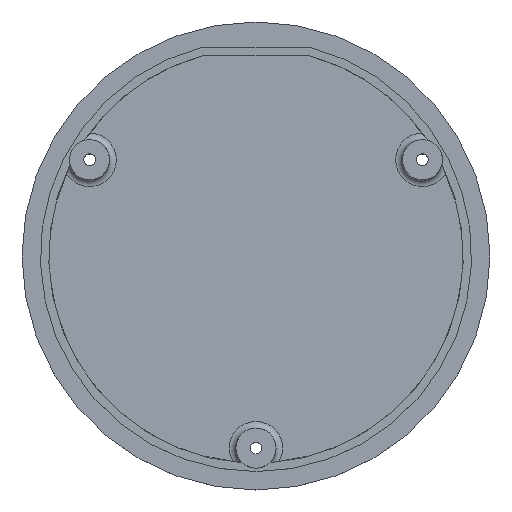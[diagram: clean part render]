
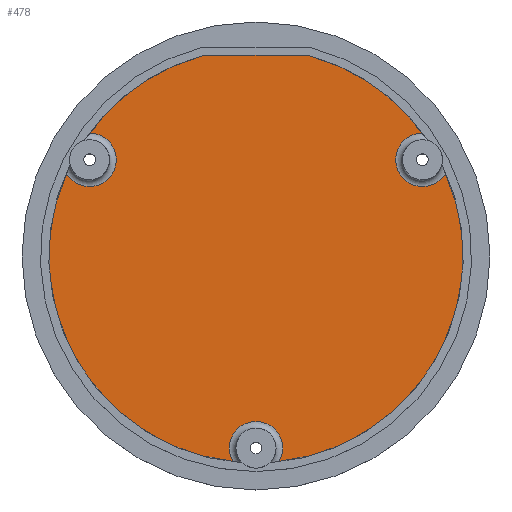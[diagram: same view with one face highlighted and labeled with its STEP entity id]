
A CAD part, top view. The second image highlights one B-rep face of the part: STEP entity #478.
In plain terms, the highlighted planar face has unit normal (0, 0, 1).
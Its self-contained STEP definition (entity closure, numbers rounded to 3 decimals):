
#29=PLANE('',#530);
#42=LINE('',#822,#63);
#63=VECTOR('',#627,10.);
#100=FACE_OUTER_BOUND('',#133,.T.);
#133=EDGE_LOOP('',(#344,#345,#346,#347,#348,#349,#350,#351));
#175=CIRCLE('',#524,8.);
#178=CIRCLE('',#528,62.);
#180=CIRCLE('',#531,62.);
#181=CIRCLE('',#532,8.);
#182=CIRCLE('',#533,62.);
#183=CIRCLE('',#534,8.);
#184=CIRCLE('',#535,62.);
#223=VERTEX_POINT('',#773);
#225=VERTEX_POINT('',#787);
#228=VERTEX_POINT('',#806);
#230=VERTEX_POINT('',#812);
#231=VERTEX_POINT('',#814);
#232=VERTEX_POINT('',#816);
#233=VERTEX_POINT('',#818);
#234=VERTEX_POINT('',#820);
#267=EDGE_CURVE('',#223,#225,#175,.T.);
#271=EDGE_CURVE('',#228,#225,#178,.T.);
#274=EDGE_CURVE('',#223,#230,#180,.T.);
#275=EDGE_CURVE('',#231,#230,#181,.T.);
#276=EDGE_CURVE('',#231,#232,#182,.T.);
#277=EDGE_CURVE('',#233,#232,#183,.T.);
#278=EDGE_CURVE('',#233,#234,#184,.T.);
#279=EDGE_CURVE('',#234,#228,#42,.T.);
#344=ORIENTED_EDGE('',*,*,#267,.F.);
#345=ORIENTED_EDGE('',*,*,#274,.T.);
#346=ORIENTED_EDGE('',*,*,#275,.F.);
#347=ORIENTED_EDGE('',*,*,#276,.T.);
#348=ORIENTED_EDGE('',*,*,#277,.F.);
#349=ORIENTED_EDGE('',*,*,#278,.T.);
#350=ORIENTED_EDGE('',*,*,#279,.T.);
#351=ORIENTED_EDGE('',*,*,#271,.T.);
#478=ADVANCED_FACE('',(#100),#29,.T.);
#524=AXIS2_PLACEMENT_3D('',#788,#602,#603);
#528=AXIS2_PLACEMENT_3D('',#807,#610,#611);
#530=AXIS2_PLACEMENT_3D('',#811,#615,#616);
#531=AXIS2_PLACEMENT_3D('',#813,#617,#618);
#532=AXIS2_PLACEMENT_3D('',#815,#619,#620);
#533=AXIS2_PLACEMENT_3D('',#817,#621,#622);
#534=AXIS2_PLACEMENT_3D('',#819,#623,#624);
#535=AXIS2_PLACEMENT_3D('',#821,#625,#626);
#602=DIRECTION('center_axis',(0.,0.,1.));
#603=DIRECTION('ref_axis',(0.866,-0.5,0.));
#610=DIRECTION('center_axis',(0.,0.,1.));
#611=DIRECTION('ref_axis',(-0.253,0.967,0.));
#615=DIRECTION('center_axis',(0.,0.,1.));
#616=DIRECTION('ref_axis',(1.,0.,0.));
#617=DIRECTION('center_axis',(0.,0.,1.));
#618=DIRECTION('ref_axis',(-0.253,0.967,0.));
#619=DIRECTION('center_axis',(0.,0.,1.));
#620=DIRECTION('ref_axis',(0.,1.,0.));
#621=DIRECTION('center_axis',(0.,0.,1.));
#622=DIRECTION('ref_axis',(-0.253,0.967,0.));
#623=DIRECTION('center_axis',(0.,0.,1.));
#624=DIRECTION('ref_axis',(-0.866,-0.5,0.));
#625=DIRECTION('center_axis',(0.,0.,1.));
#626=DIRECTION('ref_axis',(-0.253,0.967,0.));
#627=DIRECTION('',(-1.,0.,0.));
#773=CARTESIAN_POINT('',(-56.793,24.871,3.));
#787=CARTESIAN_POINT('',(-49.935,36.749,3.));
#788=CARTESIAN_POINT('Origin',(-49.796,28.75,3.));
#806=CARTESIAN_POINT('',(-15.682,59.984,3.));
#807=CARTESIAN_POINT('Origin',(0.,0.,3.));
#811=CARTESIAN_POINT('Origin',(0.,0.,3.));
#812=CARTESIAN_POINT('',(-6.858,-61.62,3.));
#813=CARTESIAN_POINT('Origin',(0.,0.,3.));
#814=CARTESIAN_POINT('',(6.858,-61.62,3.));
#815=CARTESIAN_POINT('Origin',(0.,-57.5,3.));
#816=CARTESIAN_POINT('',(56.793,24.871,3.));
#817=CARTESIAN_POINT('Origin',(0.,0.,3.));
#818=CARTESIAN_POINT('',(49.935,36.749,3.));
#819=CARTESIAN_POINT('Origin',(49.796,28.75,3.));
#820=CARTESIAN_POINT('',(15.682,59.984,3.));
#821=CARTESIAN_POINT('Origin',(0.,0.,3.));
#822=CARTESIAN_POINT('',(-7.841,59.984,3.));
